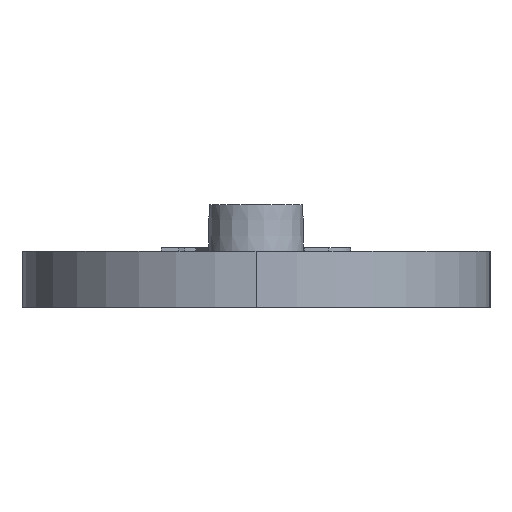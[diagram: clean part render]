
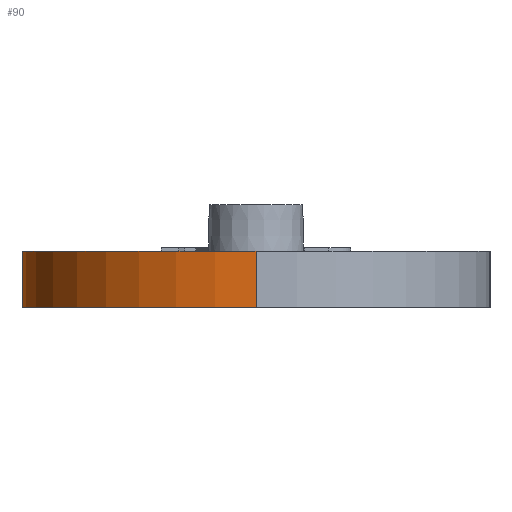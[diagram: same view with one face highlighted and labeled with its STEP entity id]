
A CAD part, left-side view. The second image highlights one B-rep face of the part: STEP entity #90.
In plain terms, the highlighted cylindrical face has radius 12.5 mm (diameter 25 mm), a partial arc.
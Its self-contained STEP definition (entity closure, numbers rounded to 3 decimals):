
#90 = ADVANCED_FACE( '', ( #191 ), #192, .T. );
#191 = FACE_OUTER_BOUND( '', #348, .T. );
#192 = CYLINDRICAL_SURFACE( '', #349, 12.5 );
#348 = EDGE_LOOP( '', ( #638, #639, #640, #641 ) );
#349 = AXIS2_PLACEMENT_3D( '', #642, #643, #644 );
#638 = ORIENTED_EDGE( '', *, *, #1048, .T. );
#639 = ORIENTED_EDGE( '', *, *, #1080, .F. );
#640 = ORIENTED_EDGE( '', *, *, #1110, .F. );
#641 = ORIENTED_EDGE( '', *, *, #1131, .T. );
#642 = CARTESIAN_POINT( '', ( -30.5, 0., 0. ) );
#643 = DIRECTION( '', ( 0., 0., -1. ) );
#644 = DIRECTION( '', ( 0., -1., 0. ) );
#1048 = EDGE_CURVE( '', #1245, #1242, #1246, .T. );
#1080 = EDGE_CURVE( '', #1306, #1242, #1308, .T. );
#1110 = EDGE_CURVE( '', #1361, #1306, #1363, .T. );
#1131 = EDGE_CURVE( '', #1361, #1245, #1396, .T. );
#1242 = VERTEX_POINT( '', #1553 );
#1245 = VERTEX_POINT( '', #1557 );
#1246 = CIRCLE( '', #1558, 12.5 );
#1306 = VERTEX_POINT( '', #1637 );
#1308 = LINE( '', #1640, #1641 );
#1361 = VERTEX_POINT( '', #1712 );
#1363 = CIRCLE( '', #1714, 12.5 );
#1396 = LINE( '', #1764, #1765 );
#1553 = CARTESIAN_POINT( '', ( -30.5, 12.5, 3. ) );
#1557 = CARTESIAN_POINT( '', ( -43., 0., 3. ) );
#1558 = AXIS2_PLACEMENT_3D( '', #1976, #1977, #1978 );
#1637 = CARTESIAN_POINT( '', ( -30.5, 12.5, 0. ) );
#1640 = CARTESIAN_POINT( '', ( -30.5, 12.5, 0. ) );
#1641 = VECTOR( '', #2032, 1000. );
#1712 = CARTESIAN_POINT( '', ( -43., 0., 0. ) );
#1714 = AXIS2_PLACEMENT_3D( '', #2084, #2085, #2086 );
#1764 = CARTESIAN_POINT( '', ( -43., 0., 0. ) );
#1765 = VECTOR( '', #2113, 1000. );
#1976 = CARTESIAN_POINT( '', ( -30.5, 0., 3. ) );
#1977 = DIRECTION( '', ( 0., 0., -1. ) );
#1978 = DIRECTION( '', ( 0., 1., 0. ) );
#2032 = DIRECTION( '', ( 0., 0., 1. ) );
#2084 = CARTESIAN_POINT( '', ( -30.5, 0., 0. ) );
#2085 = DIRECTION( '', ( 0., 0., -1. ) );
#2086 = DIRECTION( '', ( 0., 1., 0. ) );
#2113 = DIRECTION( '', ( 0., 0., 1. ) );
